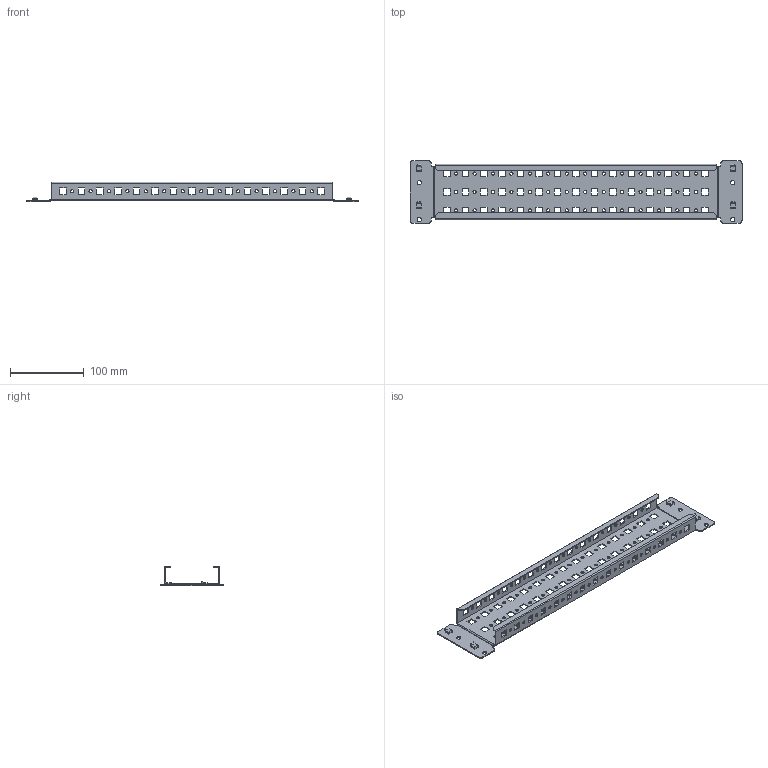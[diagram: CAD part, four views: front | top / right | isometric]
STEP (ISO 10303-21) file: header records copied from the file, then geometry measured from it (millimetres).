
FILE_DESCRIPTION (( 'STEP AP203' ), '1' );
FILE_NAME ('Wide side traverse R5PDL 500.STEP', '2011-01-20T12:33:39', ( 'User' ), ( 'DKC' ), 'SwSTEP 2.0', 'SolidWorks 2010', '' );
FILE_SCHEMA (( 'CONFIG_CONTROL_DESIGN' ));
Length unit declared in the file: millimetre
Products named in the file (1): Wide side traverse R5PDL 500
Bounding box: 450.02 x 85 x 27 mm (x, y, z)
Volume: 75723.9 mm3; surface area: 108663.6 mm2
Topology: 1 solids, 1 shells, 706 faces, 1960 edges, 1256 vertices
Faces by surface type: plane 474, cylinder 232
Entity records: 23049 total; most frequent: CARTESIAN_POINT 3923, ORIENTED_EDGE 3920, DIRECTION 3846, EDGE_CURVE 1960, LINE 1488, VECTOR 1488, VERTEX_POINT 1256, AXIS2_PLACEMENT_3D 1179
